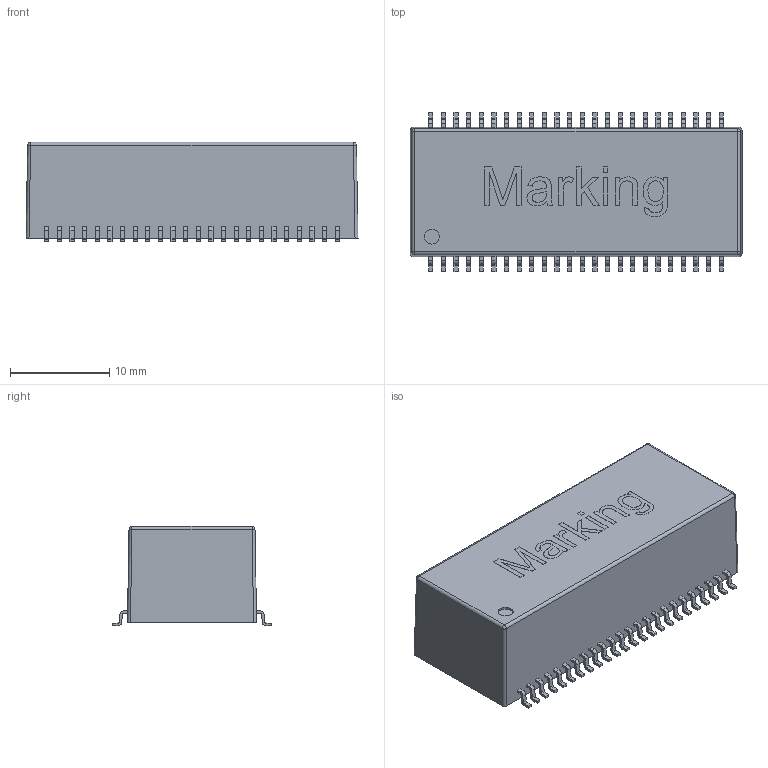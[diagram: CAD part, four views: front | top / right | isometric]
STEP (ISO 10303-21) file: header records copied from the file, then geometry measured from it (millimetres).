
FILE_DESCRIPTION(/* description */ ('Unknown'),/* implementation_level */ '2;1');
FILE_NAME(/* name */ 'H64006100E',/* time_stamp */ '2020-05-29T11:38:32+02:00',/* author */ ('Unknown'),/* organization */ ('Unknown'),/* preprocessor_version */ 'ST-DEVELOPER v16.7',/* originating_system */ 'DEX',/* authorisation */ $);
FILE_SCHEMA (('AUTOMOTIVE_DESIGN {1 0 10303 214 3 1 1}'));
Length unit declared in the file: millimetre
Products named in the file (1): H64006100E
Bounding box: 33.4 x 16 x 10 mm (x, y, z)
Volume: 826.5 mm3; surface area: 2621.5 mm2
Topology: 1 solids, 1 shells, 721 faces, 1965 edges, 1306 vertices
Faces by surface type: plane 500, cylinder 201, bspline 16, sphere 4
Full cylindrical faces by diameter (mm): 1.5 x1
Entity records: 28509 total; most frequent: CARTESIAN_POINT 5069, ORIENTED_EDGE 3926, DIRECTION 3653, EDGE_CURVE 1963, LINE 1437, VECTOR 1437, VERTEX_POINT 1306, AXIS2_PLACEMENT_3D 1108
